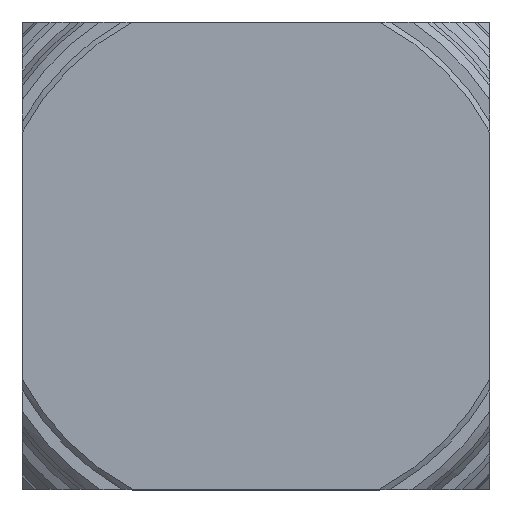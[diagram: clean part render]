
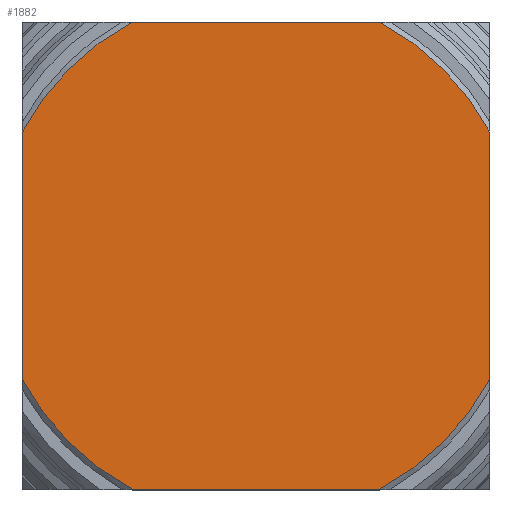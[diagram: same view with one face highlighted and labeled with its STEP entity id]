
A CAD part, top view. The second image highlights one B-rep face of the part: STEP entity #1882.
In plain terms, the highlighted planar face has unit normal (0, 0, 1).
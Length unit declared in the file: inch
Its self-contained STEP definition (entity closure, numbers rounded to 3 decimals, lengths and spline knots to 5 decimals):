
#28=PLANE('',#2094);
#346=FACE_OUTER_BOUND('',#448,.T.);
#448=EDGE_LOOP('',(#1757,#1758,#1759,#1760,#1761,#1762,#1763,#1764));
#475=CIRCLE('',#1946,20.36296);
#476=CIRCLE('',#1948,20.36296);
#477=CIRCLE('',#1950,20.36296);
#496=CIRCLE('',#1992,20.36296);
#596=LINE('',#3430,#656);
#599=LINE('',#3434,#659);
#602=LINE('',#3439,#662);
#604=LINE('',#3442,#664);
#656=VECTOR('',#2534,0.3937);
#659=VECTOR('',#2539,0.3937);
#662=VECTOR('',#2546,0.3937);
#664=VECTOR('',#2550,0.3937);
#717=VERTEX_POINT('',#2759);
#718=VERTEX_POINT('',#2763);
#719=VERTEX_POINT('',#2769);
#720=VERTEX_POINT('',#2773);
#721=VERTEX_POINT('',#2779);
#722=VERTEX_POINT('',#2783);
#763=VERTEX_POINT('',#2981);
#764=VERTEX_POINT('',#2985);
#936=EDGE_CURVE('',#718,#717,#475,.T.);
#939=EDGE_CURVE('',#720,#719,#476,.T.);
#942=EDGE_CURVE('',#722,#721,#477,.T.);
#1007=EDGE_CURVE('',#764,#763,#496,.T.);
#1156=EDGE_CURVE('',#763,#722,#596,.T.);
#1159=EDGE_CURVE('',#721,#718,#599,.T.);
#1162=EDGE_CURVE('',#719,#764,#602,.T.);
#1164=EDGE_CURVE('',#717,#720,#604,.T.);
#1757=ORIENTED_EDGE('',*,*,#1007,.T.);
#1758=ORIENTED_EDGE('',*,*,#1156,.T.);
#1759=ORIENTED_EDGE('',*,*,#942,.T.);
#1760=ORIENTED_EDGE('',*,*,#1159,.T.);
#1761=ORIENTED_EDGE('',*,*,#936,.T.);
#1762=ORIENTED_EDGE('',*,*,#1164,.T.);
#1763=ORIENTED_EDGE('',*,*,#939,.T.);
#1764=ORIENTED_EDGE('',*,*,#1162,.T.);
#1882=ADVANCED_FACE('',(#346),#28,.T.);
#1946=AXIS2_PLACEMENT_3D('',#2764,#2209,#2210);
#1948=AXIS2_PLACEMENT_3D('',#2774,#2213,#2214);
#1950=AXIS2_PLACEMENT_3D('',#2784,#2217,#2218);
#1992=AXIS2_PLACEMENT_3D('',#2986,#2311,#2312);
#2094=AXIS2_PLACEMENT_3D('',#3443,#2551,#2552);
#2209=DIRECTION('center_axis',(0.,0.,1.));
#2210=DIRECTION('ref_axis',(-0.707,0.707,0.));
#2213=DIRECTION('center_axis',(0.,0.,1.));
#2214=DIRECTION('ref_axis',(-0.707,0.707,0.));
#2217=DIRECTION('center_axis',(0.,0.,1.));
#2218=DIRECTION('ref_axis',(-0.707,0.707,0.));
#2311=DIRECTION('center_axis',(0.,0.,1.));
#2312=DIRECTION('ref_axis',(-0.707,0.707,0.));
#2534=DIRECTION('',(0.,1.,0.));
#2539=DIRECTION('',(-1.,0.,0.));
#2546=DIRECTION('',(1.,0.,0.));
#2550=DIRECTION('',(0.,-1.,0.));
#2551=DIRECTION('center_axis',(0.,0.,1.));
#2552=DIRECTION('ref_axis',(1.,0.,0.));
#2759=CARTESIAN_POINT('',(-18.,9.52103,36.));
#2763=CARTESIAN_POINT('',(-9.52103,18.,36.));
#2764=CARTESIAN_POINT('Origin',(0.,0.,36.));
#2769=CARTESIAN_POINT('',(-9.52103,-18.,36.));
#2773=CARTESIAN_POINT('',(-18.,-9.52103,36.));
#2774=CARTESIAN_POINT('Origin',(0.,0.,36.));
#2779=CARTESIAN_POINT('',(9.52103,18.,36.));
#2783=CARTESIAN_POINT('',(18.,9.52103,36.));
#2784=CARTESIAN_POINT('Origin',(0.,0.,36.));
#2981=CARTESIAN_POINT('',(18.,-9.52103,36.));
#2985=CARTESIAN_POINT('',(9.52103,-18.,36.));
#2986=CARTESIAN_POINT('Origin',(0.,0.,36.));
#3430=CARTESIAN_POINT('',(18.,18.,36.));
#3434=CARTESIAN_POINT('',(-18.,18.,36.));
#3439=CARTESIAN_POINT('',(18.,-18.,36.));
#3442=CARTESIAN_POINT('',(-18.,-18.,36.));
#3443=CARTESIAN_POINT('Origin',(0.,0.,36.));
